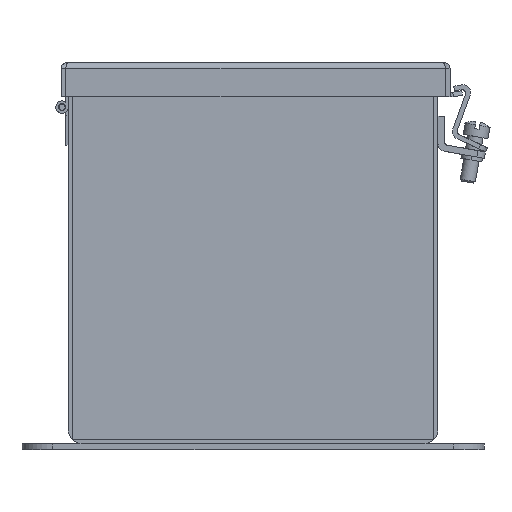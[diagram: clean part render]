
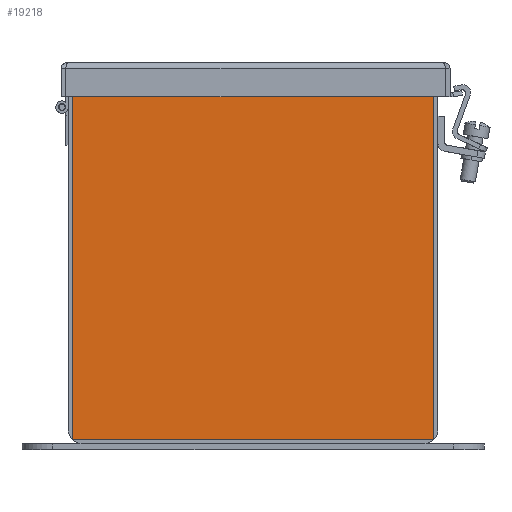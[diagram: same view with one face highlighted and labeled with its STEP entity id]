
A CAD part, left-side view. The second image highlights one B-rep face of the part: STEP entity #19218.
In plain terms, the highlighted planar face has unit normal (-1, 0, 0).
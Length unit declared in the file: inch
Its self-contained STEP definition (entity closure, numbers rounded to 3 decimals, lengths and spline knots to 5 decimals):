
#200 = DIRECTION ( 'NONE',  ( 0., -1., 0. ) ) ;
#276 = DIRECTION ( 'NONE',  ( 0., -1., 0. ) ) ;
#846 = LINE ( 'NONE', #4814, #1810 ) ;
#1200 = CARTESIAN_POINT ( 'NONE',  ( -1.70918, 4.67475, 3.82204 ) ) ;
#1810 = VECTOR ( 'NONE', #21043, 39.37008 ) ;
#2129 = PLANE ( 'NONE',  #21718 ) ;
#2366 = VERTEX_POINT ( 'NONE', #17516 ) ;
#2499 = EDGE_CURVE ( 'NONE', #12686, #16395, #6281, .T. ) ;
#2547 = ORIENTED_EDGE ( 'NONE', *, *, #13855, .F. ) ;
#2881 = DIRECTION ( 'NONE',  ( 0., 1., 0. ) ) ;
#4490 = ORIENTED_EDGE ( 'NONE', *, *, #13586, .T. ) ;
#4814 = CARTESIAN_POINT ( 'NONE',  ( -1.70918, 4.67475, 0.89604 ) ) ;
#4862 = EDGE_CURVE ( 'NONE', #2366, #22011, #6674, .T. ) ;
#4869 = EDGE_CURVE ( 'NONE', #16395, #15612, #6549, .T. ) ;
#5181 = VECTOR ( 'NONE', #21726, 39.37008 ) ;
#5318 = VERTEX_POINT ( 'NONE', #7404 ) ;
#5349 = LINE ( 'NONE', #17519, #23569 ) ;
#6281 = LINE ( 'NONE', #12127, #21406 ) ;
#6305 = DIRECTION ( 'NONE',  ( 0., -1., 0. ) ) ;
#6489 = LINE ( 'NONE', #12344, #9437 ) ;
#6549 = LINE ( 'NONE', #22654, #12738 ) ;
#6674 = LINE ( 'NONE', #10211, #23229 ) ;
#6748 = CARTESIAN_POINT ( 'NONE',  ( -1.70918, 1.74875, 0.89604 ) ) ;
#6788 = VERTEX_POINT ( 'NONE', #19859 ) ;
#6870 = LINE ( 'NONE', #8557, #15838 ) ;
#7046 = LINE ( 'NONE', #12667, #10531 ) ;
#7201 = VECTOR ( 'NONE', #18155, 39.37008 ) ;
#7396 = ORIENTED_EDGE ( 'NONE', *, *, #8194, .T. ) ;
#7404 = CARTESIAN_POINT ( 'NONE',  ( -1.70918, -0.69125, 3.79059 ) ) ;
#7450 = DIRECTION ( 'NONE',  ( 0., 1., 0. ) ) ;
#7720 = EDGE_CURVE ( 'NONE', #18347, #11890, #13747, .T. ) ;
#8162 = CARTESIAN_POINT ( 'NONE',  ( -1.70918, -0.69145, 3.82204 ) ) ;
#8175 = FACE_OUTER_BOUND ( 'NONE', #25908, .T. ) ;
#8194 = EDGE_CURVE ( 'NONE', #21925, #5318, #5349, .T. ) ;
#8503 = EDGE_CURVE ( 'NONE', #6788, #10535, #846, .T. ) ;
#8545 = ORIENTED_EDGE ( 'NONE', *, *, #2499, .F. ) ;
#8557 = CARTESIAN_POINT ( 'NONE',  ( -1.70918, -0.69125, 3.79059 ) ) ;
#9190 = EDGE_CURVE ( 'NONE', #23903, #18347, #25774, .T. ) ;
#9437 = VECTOR ( 'NONE', #276, 39.37008 ) ;
#9526 = EDGE_CURVE ( 'NONE', #2366, #23903, #19333, .T. ) ;
#9755 = ORIENTED_EDGE ( 'NONE', *, *, #9190, .T. ) ;
#9902 = CARTESIAN_POINT ( 'NONE',  ( -1.70918, 4.18875, 3.79059 ) ) ;
#10211 = CARTESIAN_POINT ( 'NONE',  ( -1.70918, 1.74875, 3.79079 ) ) ;
#10421 = DIRECTION ( 'NONE',  ( 1., 0., 0. ) ) ;
#10531 = VECTOR ( 'NONE', #21030, 39.37008 ) ;
#10535 = VERTEX_POINT ( 'NONE', #1200 ) ;
#11575 = ORIENTED_EDGE ( 'NONE', *, *, #8503, .F. ) ;
#11643 = CARTESIAN_POINT ( 'NONE',  ( -1.70918, 4.18895, 3.82204 ) ) ;
#11890 = VERTEX_POINT ( 'NONE', #11643 ) ;
#12127 = CARTESIAN_POINT ( 'NONE',  ( -1.70918, 1.74875, 3.82204 ) ) ;
#12344 = CARTESIAN_POINT ( 'NONE',  ( -1.70918, 1.74875, 3.82204 ) ) ;
#12667 = CARTESIAN_POINT ( 'NONE',  ( -1.70918, -0.69145, 3.82204 ) ) ;
#12686 = VERTEX_POINT ( 'NONE', #8162 ) ;
#12738 = VECTOR ( 'NONE', #20388, 39.37008 ) ;
#13586 = EDGE_CURVE ( 'NONE', #5318, #22011, #6870, .T. ) ;
#13747 = LINE ( 'NONE', #21321, #5181 ) ;
#13855 = EDGE_CURVE ( 'NONE', #15612, #6788, #17290, .T. ) ;
#14009 = ORIENTED_EDGE ( 'NONE', *, *, #20558, .T. ) ;
#15037 = ORIENTED_EDGE ( 'NONE', *, *, #4862, .F. ) ;
#15195 = ORIENTED_EDGE ( 'NONE', *, *, #9526, .T. ) ;
#15612 = VERTEX_POINT ( 'NONE', #21479 ) ;
#15821 = CARTESIAN_POINT ( 'NONE',  ( -1.70918, 4.18895, 3.79059 ) ) ;
#15838 = VECTOR ( 'NONE', #20584, 39.37008 ) ;
#16395 = VERTEX_POINT ( 'NONE', #20562 ) ;
#17290 = LINE ( 'NONE', #21219, #25889 ) ;
#17384 = CARTESIAN_POINT ( 'NONE',  ( -1.70918, 4.18875, 3.82204 ) ) ;
#17516 = CARTESIAN_POINT ( 'NONE',  ( -1.70918, 4.18875, 3.79079 ) ) ;
#17519 = CARTESIAN_POINT ( 'NONE',  ( -1.70918, -0.69145, 3.79059 ) ) ;
#18111 = VECTOR ( 'NONE', #25386, 39.37008 ) ;
#18155 = DIRECTION ( 'NONE',  ( 0., 1., 0. ) ) ;
#18347 = VERTEX_POINT ( 'NONE', #15821 ) ;
#18497 = ORIENTED_EDGE ( 'NONE', *, *, #4869, .F. ) ;
#18646 = CARTESIAN_POINT ( 'NONE',  ( -1.70918, 4.18875, 3.79059 ) ) ;
#19218 = ADVANCED_FACE ( 'NONE', ( #8175 ), #2129, .F. ) ;
#19333 = LINE ( 'NONE', #17384, #18111 ) ;
#19859 = CARTESIAN_POINT ( 'NONE',  ( -1.70918, 4.67475, -2.02996 ) ) ;
#20388 = DIRECTION ( 'NONE',  ( 0., 0., -1. ) ) ;
#20558 = EDGE_CURVE ( 'NONE', #12686, #21925, #7046, .T. ) ;
#20562 = CARTESIAN_POINT ( 'NONE',  ( -1.70918, -1.17725, 3.82204 ) ) ;
#20584 = DIRECTION ( 'NONE',  ( 0., 0., 1. ) ) ;
#21030 = DIRECTION ( 'NONE',  ( 0., 0., -1. ) ) ;
#21043 = DIRECTION ( 'NONE',  ( 0., 0., 1. ) ) ;
#21219 = CARTESIAN_POINT ( 'NONE',  ( -1.70918, 1.74875, -2.02996 ) ) ;
#21321 = CARTESIAN_POINT ( 'NONE',  ( -1.70918, 4.18895, 3.79059 ) ) ;
#21406 = VECTOR ( 'NONE', #200, 39.37008 ) ;
#21479 = CARTESIAN_POINT ( 'NONE',  ( -1.70918, -1.17725, -2.02996 ) ) ;
#21718 = AXIS2_PLACEMENT_3D ( 'NONE', #6748, #10421, #2881 ) ;
#21726 = DIRECTION ( 'NONE',  ( 0., 0., 1. ) ) ;
#21925 = VERTEX_POINT ( 'NONE', #25364 ) ;
#22011 = VERTEX_POINT ( 'NONE', #22194 ) ;
#22048 = ORIENTED_EDGE ( 'NONE', *, *, #7720, .T. ) ;
#22194 = CARTESIAN_POINT ( 'NONE',  ( -1.70918, -0.69125, 3.79079 ) ) ;
#22654 = CARTESIAN_POINT ( 'NONE',  ( -1.70918, -1.17725, 0.89604 ) ) ;
#23229 = VECTOR ( 'NONE', #6305, 39.37008 ) ;
#23569 = VECTOR ( 'NONE', #7450, 39.37008 ) ;
#23581 = DIRECTION ( 'NONE',  ( 0., 1., 0. ) ) ;
#23903 = VERTEX_POINT ( 'NONE', #18646 ) ;
#24534 = ORIENTED_EDGE ( 'NONE', *, *, #25948, .F. ) ;
#25364 = CARTESIAN_POINT ( 'NONE',  ( -1.70918, -0.69145, 3.79059 ) ) ;
#25386 = DIRECTION ( 'NONE',  ( 0., 0., -1. ) ) ;
#25774 = LINE ( 'NONE', #9902, #7201 ) ;
#25889 = VECTOR ( 'NONE', #23581, 39.37008 ) ;
#25908 = EDGE_LOOP ( 'NONE', ( #7396, #4490, #15037, #15195, #9755, #22048, #24534, #11575, #2547, #18497, #8545, #14009 ) ) ;
#25948 = EDGE_CURVE ( 'NONE', #10535, #11890, #6489, .T. ) ;
